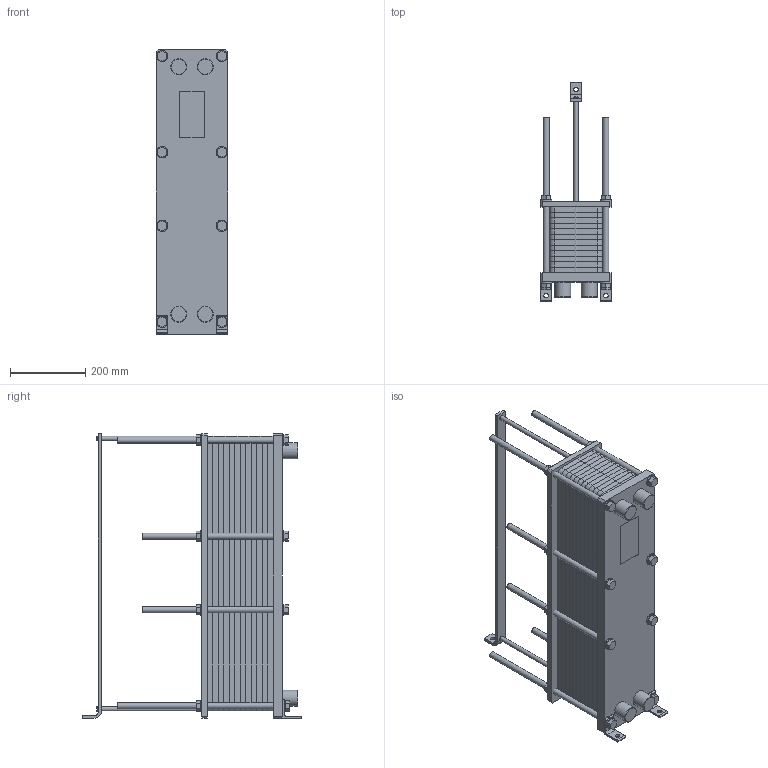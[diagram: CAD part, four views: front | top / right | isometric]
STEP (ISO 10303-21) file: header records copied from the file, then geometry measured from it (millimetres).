
FILE_DESCRIPTION(/* description */ (''),/* implementation_level */ '2;1');
FILE_NAME(/* name */ '3d_RHG-08-60-8027700.stp',/* time_stamp */ '2020-01-10T09:55:41+01:00',/* author */ ('Andrzej'),/* organization */ (''),/* preprocessor_version */ 'ST-DEVELOPER v16.13',/* originating_system */ 'AutoCAD Mechanical',/* authorisation */ '');
FILE_SCHEMA (('AUTOMOTIVE_DESIGN { 1 0 10303 214 3 1 1 }'));
Length unit declared in the file: millimetre
Products named in the file (1): Product
Bounding box: 190 x 580 x 755 mm (x, y, z)
Volume: 29707120.1 mm3; surface area: 4328476.6 mm2
Topology: 15 solids, 15 shells, 592 faces, 1902 edges, 1896 vertices
Faces by surface type: plane 438, cylinder 146, cone 8
Full cylindrical faces by diameter (mm): 12 x10, 16 x16, 30 x24, 42.4 x8
Entity records: 20875 total; most frequent: CARTESIAN_POINT 4321, DIRECTION 3574, ORIENTED_EDGE 2708, EDGE_CURVE 1354, LINE 1280, VECTOR 1280, AXIS2_PLACEMENT_3D 1147, VERTEX_POINT 934
